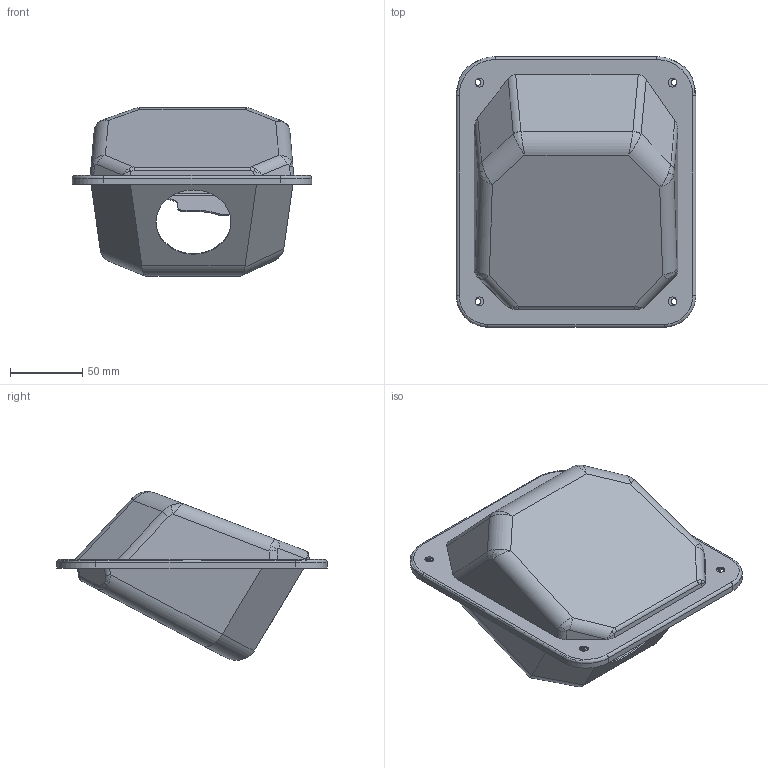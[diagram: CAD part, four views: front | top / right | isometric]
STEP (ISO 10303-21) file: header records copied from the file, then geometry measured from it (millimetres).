
FILE_DESCRIPTION (( 'STEP AP214' ), '1' );
FILE_NAME ('MTADP-JBOX-280.STEP', '2020-07-08T11:28:37', ( '' ), ( '' ), 'SwSTEP 2.0', 'SolidWorks 2017', '' );
FILE_SCHEMA (( 'AUTOMOTIVE_DESIGN' ));
Length unit declared in the file: inch
Products named in the file (1): MTADP-JBOX-280
Bounding box: 166 x 187.5 x 116.84 mm (x, y, z)
Volume: 81191.4 mm3; surface area: 164387.2 mm2
Topology: 2 solids, 2 shells, 287 faces, 742 edges, 452 vertices
Faces by surface type: cylinder 123, plane 93, bspline 71
Entity records: 10639 total; most frequent: CARTESIAN_POINT 4142, ORIENTED_EDGE 1460, DIRECTION 1196, EDGE_CURVE 730, VERTEX_POINT 452, AXIS2_PLACEMENT_3D 409, VECTOR 378, LINE 378
